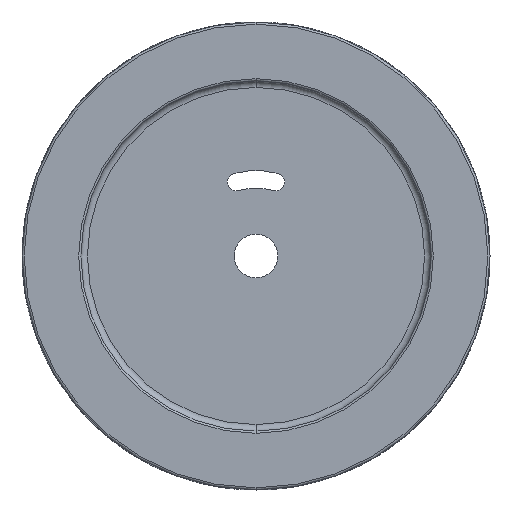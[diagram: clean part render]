
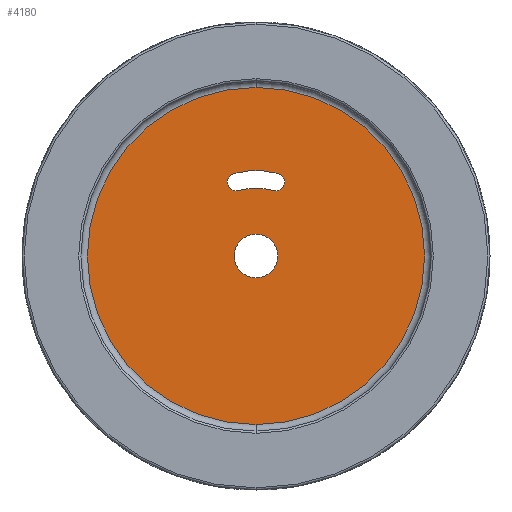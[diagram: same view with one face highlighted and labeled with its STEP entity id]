
A CAD part, front view. The second image highlights one B-rep face of the part: STEP entity #4180.
In plain terms, the highlighted planar face has unit normal (0, -1, 0).
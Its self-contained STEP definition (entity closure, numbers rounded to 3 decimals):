
#173 = CARTESIAN_POINT ( 'NONE',  ( 0., 95.5, 0. ) ) ;
#549 = DIRECTION ( 'NONE',  ( 0., -1., 0. ) ) ;
#920 = CIRCLE ( 'NONE', #29940, 10. ) ;
#935 = EDGE_CURVE ( 'NONE', #5707, #34092, #7274, .T. ) ;
#1801 = AXIS2_PLACEMENT_3D ( 'NONE', #31263, #36456, #47864 ) ;
#2042 = FACE_BOUND ( 'NONE', #35509, .T. ) ;
#2254 = DIRECTION ( 'NONE',  ( 0., -1., 0. ) ) ;
#4165 = CARTESIAN_POINT ( 'NONE',  ( 0., 95.5, -10. ) ) ;
#4180 = ADVANCED_FACE ( 'NONE', ( #48658, #2042, #39342 ), #46716, .T. ) ;
#4239 = AXIS2_PLACEMENT_3D ( 'NONE', #49452, #6561, #12037 ) ;
#5395 = EDGE_CURVE ( 'NONE', #64320, #12917, #57617, .T. ) ;
#5517 = EDGE_CURVE ( 'NONE', #58355, #35794, #18637, .T. ) ;
#5707 = VERTEX_POINT ( 'NONE', #54822 ) ;
#6561 = DIRECTION ( 'NONE',  ( 0., -1., 0. ) ) ;
#6661 = DIRECTION ( 'NONE',  ( 0., -1., 0. ) ) ;
#6863 = CARTESIAN_POINT ( 'NONE',  ( -8.023, 95.5, 29.944 ) ) ;
#7043 = ORIENTED_EDGE ( 'NONE', *, *, #5395, .F. ) ;
#7179 = ORIENTED_EDGE ( 'NONE', *, *, #5517, .F. ) ;
#7274 = CIRCLE ( 'NONE', #4239, 4. ) ;
#8740 = AXIS2_PLACEMENT_3D ( 'NONE', #48347, #53088, #59263 ) ;
#9470 = EDGE_LOOP ( 'NONE', ( #7043, #46802 ) ) ;
#10506 = EDGE_CURVE ( 'NONE', #41553, #11401, #12520, .T. ) ;
#11233 = DIRECTION ( 'NONE',  ( 0., 0., -1. ) ) ;
#11401 = VERTEX_POINT ( 'NONE', #54809 ) ;
#11669 = ORIENTED_EDGE ( 'NONE', *, *, #42082, .F. ) ;
#11895 = CARTESIAN_POINT ( 'NONE',  ( 0., 95.5, 0. ) ) ;
#12037 = DIRECTION ( 'NONE',  ( 0., 0., -1. ) ) ;
#12243 = CARTESIAN_POINT ( 'NONE',  ( 0., 95.5, 0. ) ) ;
#12314 = CIRCLE ( 'NONE', #8740, 4. ) ;
#12520 = CIRCLE ( 'NONE', #62567, 77. ) ;
#12716 = DIRECTION ( 'NONE',  ( 0., 0., -1. ) ) ;
#12730 = VERTEX_POINT ( 'NONE', #17971 ) ;
#12917 = VERTEX_POINT ( 'NONE', #4165 ) ;
#14074 = CARTESIAN_POINT ( 'NONE',  ( 0., 95.5, 0. ) ) ;
#15666 = DIRECTION ( 'NONE',  ( 0., -1., 0. ) ) ;
#15704 = EDGE_CURVE ( 'NONE', #35794, #5707, #12314, .T. ) ;
#15858 = CIRCLE ( 'NONE', #42992, 31. ) ;
#16147 = CARTESIAN_POINT ( 'NONE',  ( -10.094, 95.5, 37.671 ) ) ;
#16868 = CARTESIAN_POINT ( 'NONE',  ( 0., 95.5, -77. ) ) ;
#17058 = DIRECTION ( 'NONE',  ( 0., -1., 0. ) ) ;
#17615 = DIRECTION ( 'NONE',  ( 0., -1., 0. ) ) ;
#17971 = CARTESIAN_POINT ( 'NONE',  ( 8.023, 95.5, 29.944 ) ) ;
#18637 = CIRCLE ( 'NONE', #63828, 39. ) ;
#20966 = ORIENTED_EDGE ( 'NONE', *, *, #935, .F. ) ;
#23643 = ORIENTED_EDGE ( 'NONE', *, *, #10506, .T. ) ;
#24682 = ORIENTED_EDGE ( 'NONE', *, *, #15704, .F. ) ;
#27355 = CARTESIAN_POINT ( 'NONE',  ( 0., 95.5, 0. ) ) ;
#29752 = CIRCLE ( 'NONE', #1801, 4. ) ;
#29940 = AXIS2_PLACEMENT_3D ( 'NONE', #12243, #2254, #12716 ) ;
#31263 = CARTESIAN_POINT ( 'NONE',  ( 9.059, 95.5, 33.807 ) ) ;
#32912 = DIRECTION ( 'NONE',  ( 0., 0., -1. ) ) ;
#33086 = DIRECTION ( 'NONE',  ( 0., 0., -1. ) ) ;
#34092 = VERTEX_POINT ( 'NONE', #6863 ) ;
#35509 = EDGE_LOOP ( 'NONE', ( #60248, #11669, #20966, #24682, #7179, #63463 ) ) ;
#35650 = VERTEX_POINT ( 'NONE', #67843 ) ;
#35794 = VERTEX_POINT ( 'NONE', #16147 ) ;
#36456 = DIRECTION ( 'NONE',  ( 0., -1., 0. ) ) ;
#36688 = CARTESIAN_POINT ( 'NONE',  ( 0., 95.5, 0. ) ) ;
#37154 = CARTESIAN_POINT ( 'NONE',  ( 10.094, 95.5, 37.671 ) ) ;
#39342 = FACE_BOUND ( 'NONE', #9470, .T. ) ;
#39915 = ORIENTED_EDGE ( 'NONE', *, *, #64262, .T. ) ;
#41553 = VERTEX_POINT ( 'NONE', #16868 ) ;
#42082 = EDGE_CURVE ( 'NONE', #34092, #12730, #15858, .T. ) ;
#42992 = AXIS2_PLACEMENT_3D ( 'NONE', #173, #66037, #33086 ) ;
#44572 = DIRECTION ( 'NONE',  ( 0., 0., -1. ) ) ;
#44594 = DIRECTION ( 'NONE',  ( 0., 0., -1. ) ) ;
#46256 = DIRECTION ( 'NONE',  ( 0., 0., -1. ) ) ;
#46716 = PLANE ( 'NONE',  #59260 ) ;
#46745 = CIRCLE ( 'NONE', #69010, 77. ) ;
#46802 = ORIENTED_EDGE ( 'NONE', *, *, #65465, .F. ) ;
#47864 = DIRECTION ( 'NONE',  ( 0., 0., -1. ) ) ;
#48347 = CARTESIAN_POINT ( 'NONE',  ( -9.059, 95.5, 33.807 ) ) ;
#48658 = FACE_OUTER_BOUND ( 'NONE', #54816, .T. ) ;
#49452 = CARTESIAN_POINT ( 'NONE',  ( -9.059, 95.5, 33.807 ) ) ;
#51917 = DIRECTION ( 'NONE',  ( 0., -1., 0. ) ) ;
#53088 = DIRECTION ( 'NONE',  ( 0., -1., 0. ) ) ;
#54701 = CARTESIAN_POINT ( 'NONE',  ( 9.059, 95.5, 33.807 ) ) ;
#54809 = CARTESIAN_POINT ( 'NONE',  ( 0., 95.5, 77. ) ) ;
#54816 = EDGE_LOOP ( 'NONE', ( #23643, #39915 ) ) ;
#54822 = CARTESIAN_POINT ( 'NONE',  ( -9.059, 95.5, 29.807 ) ) ;
#55137 = CIRCLE ( 'NONE', #57640, 4. ) ;
#57617 = CIRCLE ( 'NONE', #60174, 10. ) ;
#57640 = AXIS2_PLACEMENT_3D ( 'NONE', #54701, #17058, #32912 ) ;
#58355 = VERTEX_POINT ( 'NONE', #37154 ) ;
#59260 = AXIS2_PLACEMENT_3D ( 'NONE', #14074, #51917, #46256 ) ;
#59263 = DIRECTION ( 'NONE',  ( 0., 0., -1. ) ) ;
#60174 = AXIS2_PLACEMENT_3D ( 'NONE', #11895, #6661, #44572 ) ;
#60248 = ORIENTED_EDGE ( 'NONE', *, *, #66036, .F. ) ;
#62567 = AXIS2_PLACEMENT_3D ( 'NONE', #27355, #17615, #44594 ) ;
#63463 = ORIENTED_EDGE ( 'NONE', *, *, #66361, .F. ) ;
#63828 = AXIS2_PLACEMENT_3D ( 'NONE', #36688, #15666, #64678 ) ;
#64262 = EDGE_CURVE ( 'NONE', #11401, #41553, #46745, .T. ) ;
#64320 = VERTEX_POINT ( 'NONE', #65253 ) ;
#64678 = DIRECTION ( 'NONE',  ( 0., 0., -1. ) ) ;
#65253 = CARTESIAN_POINT ( 'NONE',  ( 0., 95.5, 10. ) ) ;
#65465 = EDGE_CURVE ( 'NONE', #12917, #64320, #920, .T. ) ;
#65495 = CARTESIAN_POINT ( 'NONE',  ( 0., 95.5, 0. ) ) ;
#66036 = EDGE_CURVE ( 'NONE', #12730, #35650, #29752, .T. ) ;
#66037 = DIRECTION ( 'NONE',  ( 0., 1., 0. ) ) ;
#66361 = EDGE_CURVE ( 'NONE', #35650, #58355, #55137, .T. ) ;
#67843 = CARTESIAN_POINT ( 'NONE',  ( 9.059, 95.5, 29.807 ) ) ;
#69010 = AXIS2_PLACEMENT_3D ( 'NONE', #65495, #549, #11233 ) ;
